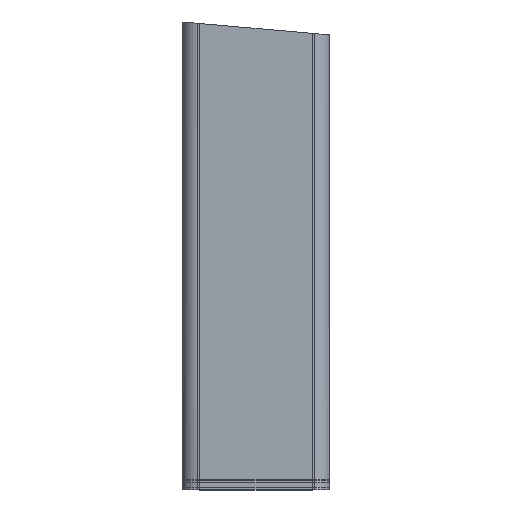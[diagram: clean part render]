
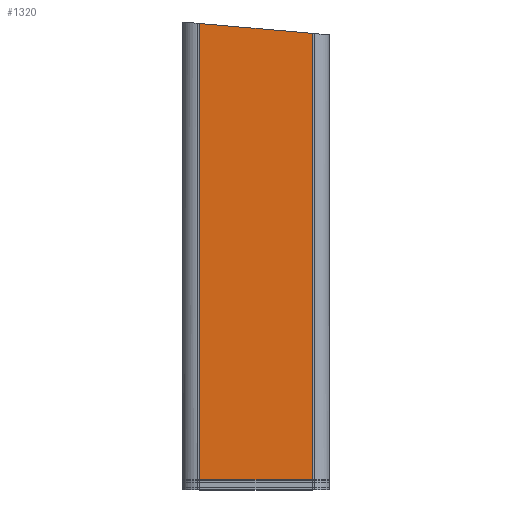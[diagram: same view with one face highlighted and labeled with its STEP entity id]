
A CAD part, top view. The second image highlights one B-rep face of the part: STEP entity #1320.
In plain terms, the highlighted planar face has unit normal (0, 0, 1).
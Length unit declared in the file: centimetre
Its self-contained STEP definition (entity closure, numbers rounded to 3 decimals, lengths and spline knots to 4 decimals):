
#136=FACE_OUTER_BOUND('',#211,.T.);
#211=EDGE_LOOP('',(#998,#999,#1000,#1001));
#299=LINE('',#2047,#427);
#310=LINE('',#2084,#438);
#311=LINE('',#2087,#439);
#312=LINE('',#2088,#440);
#427=VECTOR('',#1632,2.3088);
#438=VECTOR('',#1665,9.2949);
#439=VECTOR('',#1668,2.3);
#440=VECTOR('',#1669,9.0937);
#589=VERTEX_POINT('',#2044);
#590=VERTEX_POINT('',#2046);
#605=VERTEX_POINT('',#2082);
#606=VERTEX_POINT('',#2086);
#733=EDGE_CURVE('',#589,#590,#299,.T.);
#752=EDGE_CURVE('',#589,#605,#310,.T.);
#753=EDGE_CURVE('',#606,#605,#311,.T.);
#754=EDGE_CURVE('',#606,#590,#312,.T.);
#998=ORIENTED_EDGE('',*,*,#733,.F.);
#999=ORIENTED_EDGE('',*,*,#752,.T.);
#1000=ORIENTED_EDGE('',*,*,#753,.F.);
#1001=ORIENTED_EDGE('',*,*,#754,.T.);
#1270=PLANE('',#1425);
#1320=ADVANCED_FACE('',(#136),#1270,.T.);
#1425=AXIS2_PLACEMENT_3D('',#2085,#1666,#1667);
#1632=DIRECTION('',(0.996,-0.087,0.));
#1665=DIRECTION('',(0.,-1.,0.));
#1666=DIRECTION('center_axis',(0.,0.,1.));
#1667=DIRECTION('ref_axis',(1.,0.,0.));
#1668=DIRECTION('',(-1.,0.,0.));
#1669=DIRECTION('',(0.,1.,0.));
#2044=CARTESIAN_POINT('',(134.85,13.0949,58.7));
#2046=CARTESIAN_POINT('',(137.15,12.8937,58.7));
#2047=CARTESIAN_POINT('',(134.85,13.0949,58.7));
#2082=CARTESIAN_POINT('',(134.85,3.8,58.7));
#2084=CARTESIAN_POINT('',(134.85,13.0949,58.7));
#2085=CARTESIAN_POINT('Origin',(134.85,0.,58.7));
#2086=CARTESIAN_POINT('',(137.15,3.8,58.7));
#2087=CARTESIAN_POINT('',(137.15,3.8,58.7));
#2088=CARTESIAN_POINT('',(137.15,3.8,58.7));
